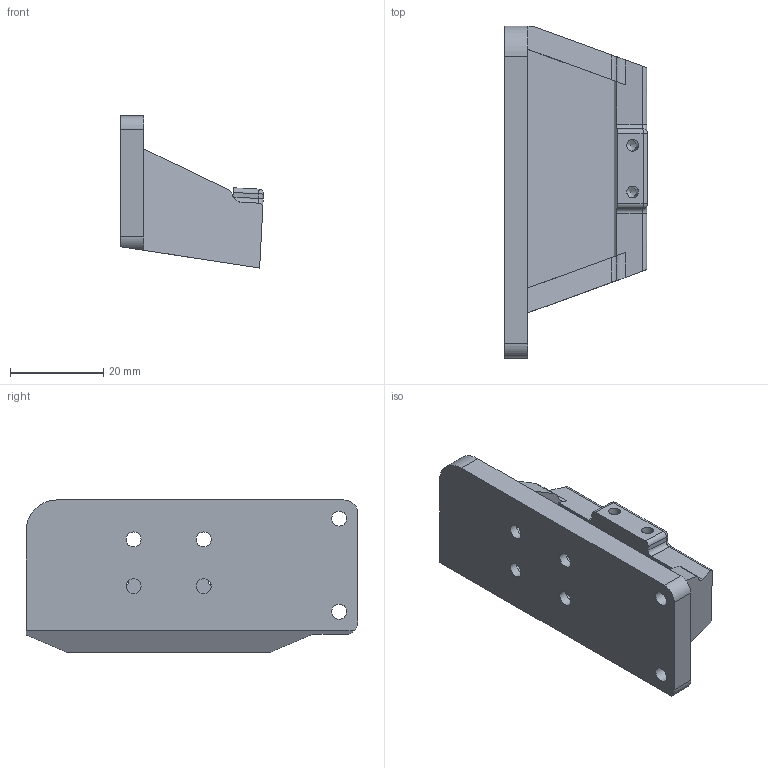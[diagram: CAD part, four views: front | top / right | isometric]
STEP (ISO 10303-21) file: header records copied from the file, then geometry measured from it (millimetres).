
FILE_DESCRIPTION(/* description */ ('STEP AP203'),/* implementation_level */ '2;1');
FILE_NAME(/* name */ '',/* time_stamp */ '2025-11-03T18:19:48+08:00',/* author */ (''),/* organization */ (''),/* preprocessor_version */ 'ST-DEVELOPER v20.1',/* originating_system */ 'Autodesk Translation Framework v14.17.0.0',/* authorisation */ '');
FILE_SCHEMA (('AUTOMOTIVE_DESIGN { 1 0 10303 214 3 1 1 }'));
Length unit declared in the file: millimetre
Products named in the file (1): gripper-1b
Bounding box: 30.59 x 71 x 32.55 mm (x, y, z)
Volume: 19948.7 mm3; surface area: 10375.3 mm2
Topology: 1 solids, 1 shells, 58 faces, 146 edges, 92 vertices
Faces by surface type: cylinder 28, plane 24, sphere 2, torus 2, cone 2
Full cylindrical faces by diameter (mm): 2.5 x2, 3.2 x6, 6 x4
Entity records: 1778 total; most frequent: DIRECTION 319, CARTESIAN_POINT 293, ORIENTED_EDGE 284, EDGE_CURVE 142, AXIS2_PLACEMENT_3D 118, VERTEX_POINT 92, LINE 83, VECTOR 83
